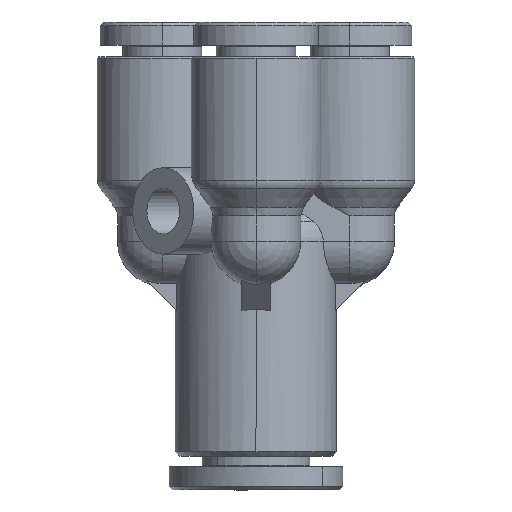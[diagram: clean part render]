
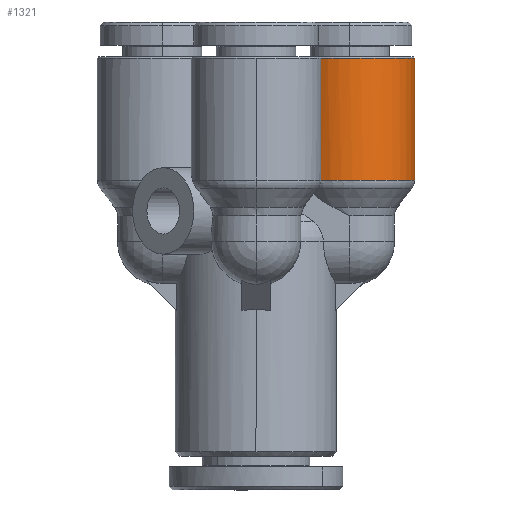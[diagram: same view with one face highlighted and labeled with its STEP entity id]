
A CAD part, left-side view. The second image highlights one B-rep face of the part: STEP entity #1321.
In plain terms, the highlighted cylindrical face has radius 4.5 mm (diameter 9 mm), a partial arc.
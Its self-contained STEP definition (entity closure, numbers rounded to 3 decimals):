
#1226=CARTESIAN_POINT('',(-2.682,-6.5,-21.976));
#1227=DIRECTION('',(1.0,0.,0.));
#1228=DIRECTION('',(0.0,-1.0,0.0));
#1229=AXIS2_PLACEMENT_3D('',#1226,#1227,#1228);
#1230=CYLINDRICAL_SURFACE('',#1229,4.5);
#1231=CARTESIAN_POINT('',(-7.632,-11.,-21.976));
#1232=VERTEX_POINT('',#1231);
#1233=CARTESIAN_POINT('',(0.825,-11.,-21.976));
#1234=VERTEX_POINT('',#1233);
#1235=CARTESIAN_POINT('',(-7.632,-11.,-21.976));
#1236=DIRECTION('',(1.0,0.0,0.0));
#1237=VECTOR('',#1236,8.457);
#1238=LINE('',#1235,#1237);
#1239=EDGE_CURVE('',#1232,#1234,#1238,.T.);
#1240=ORIENTED_EDGE('',*,*,#1239,.F.);
#1241=CARTESIAN_POINT('',(-7.632,-6.5,-26.476));
#1242=VERTEX_POINT('',#1241);
#1243=CARTESIAN_POINT('',(-7.632,-6.5,-21.976));
#1244=DIRECTION('',(-1.0,0.0,0.0));
#1245=DIRECTION('',(0.0,0.0,-1.0));
#1246=AXIS2_PLACEMENT_3D('',#1243,#1244,#1245);
#1247=CIRCLE('',#1246,4.5);
#1248=EDGE_CURVE('',#1242,#1232,#1247,.T.);
#1249=ORIENTED_EDGE('',*,*,#1248,.F.);
#1250=CARTESIAN_POINT('',(-7.632,-2.,-21.976));
#1251=VERTEX_POINT('',#1250);
#1252=CARTESIAN_POINT('',(-7.632,-6.5,-21.976));
#1253=DIRECTION('',(-1.0,0.0,0.0));
#1254=DIRECTION('',(0.0,0.0,-1.0));
#1255=AXIS2_PLACEMENT_3D('',#1252,#1253,#1254);
#1256=CIRCLE('',#1255,4.5);
#1257=EDGE_CURVE('',#1251,#1242,#1256,.T.);
#1258=ORIENTED_EDGE('',*,*,#1257,.F.);
#1259=CARTESIAN_POINT('',(0.322,-2.,-21.976));
#1260=VERTEX_POINT('',#1259);
#1261=CARTESIAN_POINT('',(0.322,-2.,-21.976));
#1262=DIRECTION('',(-1.0,0.0,0.));
#1263=VECTOR('',#1262,7.954);
#1264=LINE('',#1261,#1263);
#1265=EDGE_CURVE('',#1260,#1251,#1264,.T.);
#1266=ORIENTED_EDGE('',*,*,#1265,.F.);
#1267=CARTESIAN_POINT('',(0.825,-2.087,-22.858));
#1268=VERTEX_POINT('',#1267);
#1269=CARTESIAN_POINT('',(0.322,-2.,-21.976));
#1270=CARTESIAN_POINT('',(0.39,-2.,-22.156));
#1271=CARTESIAN_POINT('',(0.477,-2.011,-22.342));
#1272=CARTESIAN_POINT('',(0.655,-2.047,-22.637));
#1273=CARTESIAN_POINT('',(0.737,-2.066,-22.753));
#1274=CARTESIAN_POINT('',(0.825,-2.087,-22.858));
#1275=B_SPLINE_CURVE_WITH_KNOTS('',3,(#1269,#1270,#1271,#1272,#1273,#1274),.UNSPECIFIED.,.F.,.U.,(4,2,4),(3.077,3.642,4.036),.UNSPECIFIED.);
#1276=EDGE_CURVE('',#1260,#1268,#1275,.T.);
#1277=ORIENTED_EDGE('',*,*,#1276,.T.);
#1278=CARTESIAN_POINT('',(0.825,-2.5,-24.038));
#1279=VERTEX_POINT('',#1278);
#1280=CARTESIAN_POINT('',(0.825,-6.5,-21.976));
#1281=DIRECTION('',(1.0,0.0,0.0));
#1282=DIRECTION('',(0.0,1.0,0.0));
#1283=AXIS2_PLACEMENT_3D('',#1280,#1281,#1282);
#1284=CIRCLE('',#1283,4.5);
#1285=EDGE_CURVE('',#1279,#1268,#1284,.T.);
#1286=ORIENTED_EDGE('',*,*,#1285,.F.);
#1287=CARTESIAN_POINT('',(-6.532,-2.5,-24.038));
#1288=VERTEX_POINT('',#1287);
#1289=CARTESIAN_POINT('',(0.825,-2.5,-24.038));
#1290=DIRECTION('',(-1.0,0.0,0.0));
#1291=VECTOR('',#1290,7.357);
#1292=LINE('',#1289,#1291);
#1293=EDGE_CURVE('',#1279,#1288,#1292,.T.);
#1294=ORIENTED_EDGE('',*,*,#1293,.T.);
#1295=CARTESIAN_POINT('',(-6.532,-3.238,-25.076));
#1296=VERTEX_POINT('',#1295);
#1297=CARTESIAN_POINT('',(-6.532,-6.5,-21.976));
#1298=DIRECTION('',(1.0,0.0,0.0));
#1299=DIRECTION('',(0.0,0.0,1.0));
#1300=AXIS2_PLACEMENT_3D('',#1297,#1298,#1299);
#1301=CIRCLE('',#1300,4.5);
#1302=EDGE_CURVE('',#1296,#1288,#1301,.T.);
#1303=ORIENTED_EDGE('',*,*,#1302,.F.);
#1304=CARTESIAN_POINT('',(0.825,-3.238,-25.076));
#1305=VERTEX_POINT('',#1304);
#1306=CARTESIAN_POINT('',(-6.532,-3.238,-25.076));
#1307=DIRECTION('',(1.0,0.0,0.0));
#1308=VECTOR('',#1307,7.357);
#1309=LINE('',#1306,#1308);
#1310=EDGE_CURVE('',#1296,#1305,#1309,.T.);
#1311=ORIENTED_EDGE('',*,*,#1310,.T.);
#1312=CARTESIAN_POINT('',(0.825,-6.5,-21.976));
#1313=DIRECTION('',(1.0,0.0,0.0));
#1314=DIRECTION('',(0.0,1.0,0.0));
#1315=AXIS2_PLACEMENT_3D('',#1312,#1313,#1314);
#1316=CIRCLE('',#1315,4.5);
#1317=EDGE_CURVE('',#1234,#1305,#1316,.T.);
#1318=ORIENTED_EDGE('',*,*,#1317,.F.);
#1319=EDGE_LOOP('',(#1240,#1249,#1258,#1266,#1277,#1286,#1294,#1303,#1311,#1318));
#1320=FACE_OUTER_BOUND('',#1319,.T.);
#1321=ADVANCED_FACE('',(#1320),#1230,.T.);
